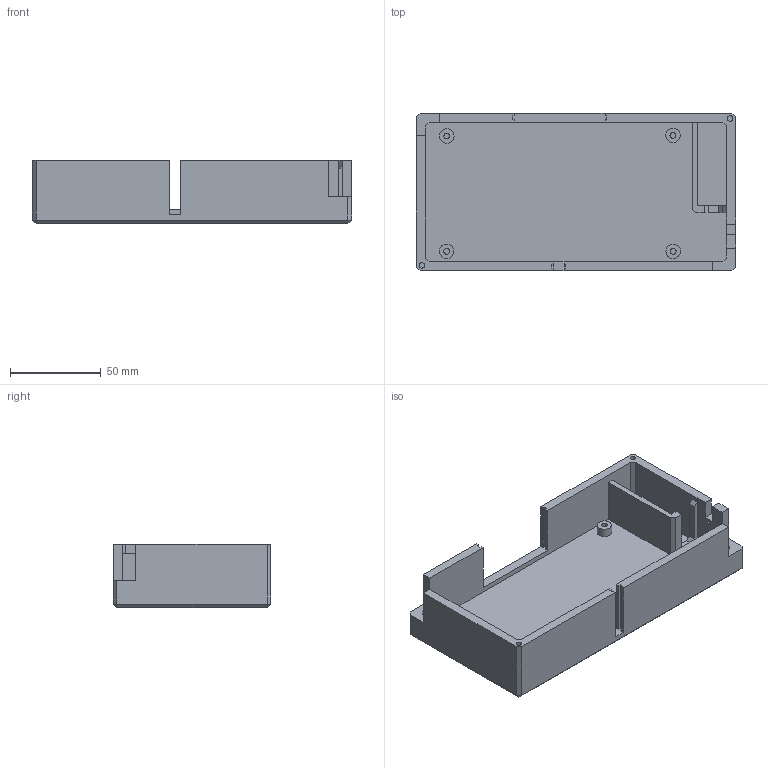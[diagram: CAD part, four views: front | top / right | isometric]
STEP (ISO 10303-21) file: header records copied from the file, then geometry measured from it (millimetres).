
FILE_DESCRIPTION(/* description */ ('STEP AP242','CAx-IF Rec.Pracs.---Representation and Presentation of Product Manufacturing Information (PMI)---4.0---2014-10-13','CAx-IF Rec.Pracs.---3D Tessellated Geometry---0.4---2014-09-14','2;1'),/* implementation_level */ '2;1');
FILE_NAME(/* name */ '653ed6276061962cfe52ee43',/* time_stamp */ '2023-10-29T22:01:12Z',/* author */ (''),/* organization */ (''),/* preprocessor_version */ 'ST-DEVELOPER v19.4',/* originating_system */ ' ',/* authorisation */ ' ');
FILE_SCHEMA (('AP242_MANAGED_MODEL_BASED_3D_ENGINEERING_MIM_LF { 1 0 10303 442 1 1 4 }'));
Length unit declared in the file: metre
Products named in the file (1): Part 1
Bounding box: 175.98 x 87.01 x 35 mm (x, y, z)
Volume: 144383.8 mm3; surface area: 62908.5 mm2
Topology: 1 solids, 1 shells, 100 faces, 246 edges, 158 vertices
Faces by surface type: plane 89, cylinder 11
Full cylindrical faces by diameter (mm): 1.5 x1, 3 x2, 3.2 x4, 8 x4
Entity records: 2859 total; most frequent: CARTESIAN_POINT 494, ORIENTED_EDGE 470, DIRECTION 459, EDGE_CURVE 235, LINE 213, VECTOR 213, VERTEX_POINT 158, EDGE_LOOP 123
